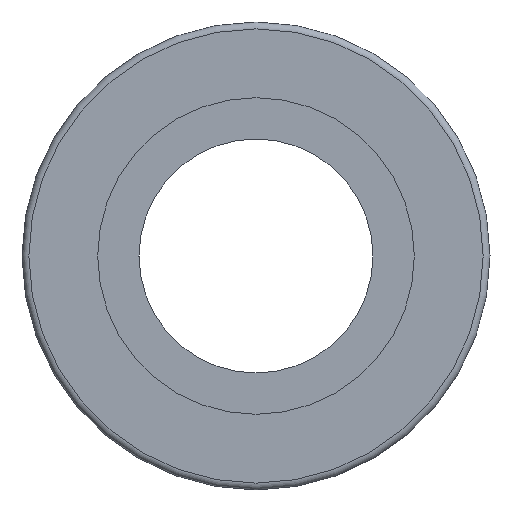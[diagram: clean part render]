
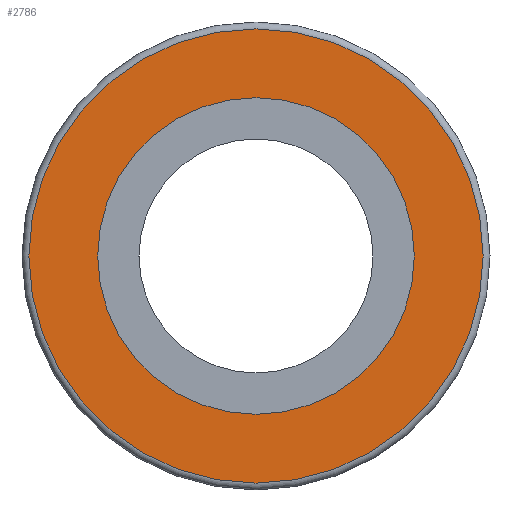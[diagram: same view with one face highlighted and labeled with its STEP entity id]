
A CAD part, left-side view. The second image highlights one B-rep face of the part: STEP entity #2786.
In plain terms, the highlighted planar face has unit normal (-1, 0, 0).
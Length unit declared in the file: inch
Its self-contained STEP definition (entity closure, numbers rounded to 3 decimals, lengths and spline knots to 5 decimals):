
#2724=CARTESIAN_POINT('',(-1.125,0.99,0.0));
#2725=VERTEX_POINT('',#2724);
#2726=CARTESIAN_POINT('',(-1.125,0.0,0.0));
#2727=DIRECTION('',(1.0,0.0,0.0));
#2728=DIRECTION('',(0.0,-1.0,0.0));
#2729=AXIS2_PLACEMENT_3D('',#2726,#2727,#2728);
#2730=CIRCLE('',#2729,0.99);
#2731=EDGE_CURVE('',#2725,#2725,#2730,.T.);
#2767=CARTESIAN_POINT('',(-1.125,0.855,0.0));
#2768=DIRECTION('',(-1.0,0.0,0.0));
#2769=DIRECTION('',(0.0,0.0,1.0));
#2770=AXIS2_PLACEMENT_3D('',#2767,#2768,#2769);
#2771=PLANE('',#2770);
#2772=ORIENTED_EDGE('',*,*,#2731,.F.);
#2773=EDGE_LOOP('',(#2772));
#2774=FACE_OUTER_BOUND('',#2773,.T.);
#2775=CARTESIAN_POINT('',(-1.125,0.69,0.0));
#2776=VERTEX_POINT('',#2775);
#2777=CARTESIAN_POINT('',(-1.125,0.0,0.0));
#2778=DIRECTION('',(1.0,0.0,0.0));
#2779=DIRECTION('',(0.0,1.0,0.0));
#2780=AXIS2_PLACEMENT_3D('',#2777,#2778,#2779);
#2781=CIRCLE('',#2780,0.69);
#2782=EDGE_CURVE('',#2776,#2776,#2781,.T.);
#2783=ORIENTED_EDGE('',*,*,#2782,.T.);
#2784=EDGE_LOOP('',(#2783));
#2785=FACE_BOUND('',#2784,.T.);
#2786=ADVANCED_FACE('',(#2774,#2785),#2771,.T.);
